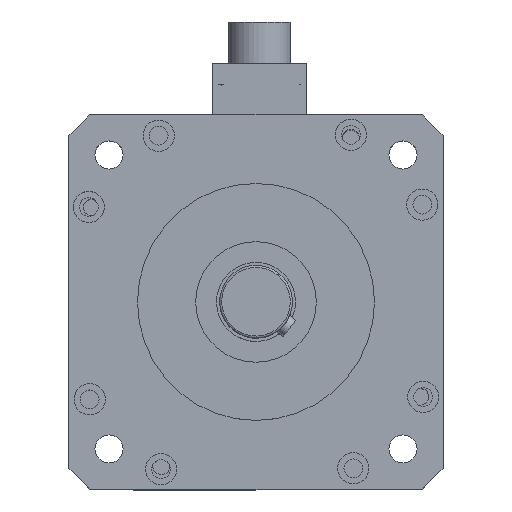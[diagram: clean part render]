
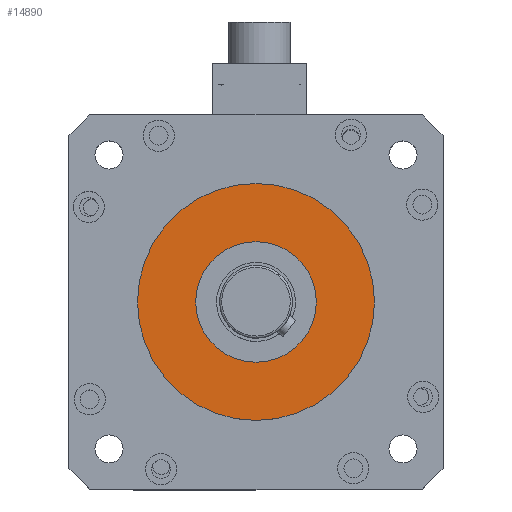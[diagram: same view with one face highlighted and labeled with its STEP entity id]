
A CAD part, top view. The second image highlights one B-rep face of the part: STEP entity #14890.
In plain terms, the highlighted planar face has unit normal (0, 0, 1).
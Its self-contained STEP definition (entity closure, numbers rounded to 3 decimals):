
#556 = ORIENTED_EDGE ( 'NONE', *, *, #1593, .F. ) ;
#1013 = EDGE_CURVE ( 'NONE', #12430, #16249, #13785, .T. ) ;
#1313 = EDGE_CURVE ( 'NONE', #5035, #13624, #14544, .T. ) ;
#1593 = EDGE_CURVE ( 'NONE', #16249, #12430, #3722, .T. ) ;
#1888 = EDGE_CURVE ( 'NONE', #13624, #5035, #2459, .T. ) ;
#2411 = DIRECTION ( 'NONE',  ( 1., 0., 0. ) ) ;
#2459 = CIRCLE ( 'NONE', #15633, 57. ) ;
#2552 = FACE_OUTER_BOUND ( 'NONE', #2627, .T. ) ;
#2627 = EDGE_LOOP ( 'NONE', ( #19419, #20300 ) ) ;
#3672 = CARTESIAN_POINT ( 'NONE',  ( 33., 90., 3.2 ) ) ;
#3722 = CIRCLE ( 'NONE', #9696, 29. ) ;
#4242 = CARTESIAN_POINT ( 'NONE',  ( 90., 90., 3.2 ) ) ;
#4519 = EDGE_LOOP ( 'NONE', ( #20688, #556 ) ) ;
#4738 = DIRECTION ( 'NONE',  ( 0., 0., 1. ) ) ;
#5035 = VERTEX_POINT ( 'NONE', #3672 ) ;
#6346 = CARTESIAN_POINT ( 'NONE',  ( 90., 90., 3.2 ) ) ;
#8388 = CARTESIAN_POINT ( 'NONE',  ( 90., 90., 3.2 ) ) ;
#9087 = DIRECTION ( 'NONE',  ( 0., 0., 1. ) ) ;
#9696 = AXIS2_PLACEMENT_3D ( 'NONE', #15961, #19424, #17867 ) ;
#10856 = CARTESIAN_POINT ( 'NONE',  ( 61., 90., 3.2 ) ) ;
#10915 = AXIS2_PLACEMENT_3D ( 'NONE', #6346, #4738, #12843 ) ;
#11081 = FACE_BOUND ( 'NONE', #4519, .T. ) ;
#12088 = DIRECTION ( 'NONE',  ( 0., 0., 1. ) ) ;
#12114 = AXIS2_PLACEMENT_3D ( 'NONE', #4242, #19003, #12501 ) ;
#12430 = VERTEX_POINT ( 'NONE', #16056 ) ;
#12501 = DIRECTION ( 'NONE',  ( 1., 0., 0. ) ) ;
#12711 = PLANE ( 'NONE',  #10915 ) ;
#12843 = DIRECTION ( 'NONE',  ( 1., 0., 0. ) ) ;
#13624 = VERTEX_POINT ( 'NONE', #17843 ) ;
#13785 = CIRCLE ( 'NONE', #19019, 29. ) ;
#13848 = CARTESIAN_POINT ( 'NONE',  ( 90., 90., 3.2 ) ) ;
#14544 = CIRCLE ( 'NONE', #12114, 57. ) ;
#14890 = ADVANCED_FACE ( 'NONE', ( #11081, #2552 ), #12711, .T. ) ;
#15633 = AXIS2_PLACEMENT_3D ( 'NONE', #13848, #9087, #20349 ) ;
#15961 = CARTESIAN_POINT ( 'NONE',  ( 90., 90., 3.2 ) ) ;
#16056 = CARTESIAN_POINT ( 'NONE',  ( 119., 90., 3.2 ) ) ;
#16249 = VERTEX_POINT ( 'NONE', #10856 ) ;
#17843 = CARTESIAN_POINT ( 'NONE',  ( 147., 90., 3.2 ) ) ;
#17867 = DIRECTION ( 'NONE',  ( 1., 0., 0. ) ) ;
#19003 = DIRECTION ( 'NONE',  ( 0., 0., 1. ) ) ;
#19019 = AXIS2_PLACEMENT_3D ( 'NONE', #8388, #12088, #2411 ) ;
#19419 = ORIENTED_EDGE ( 'NONE', *, *, #1313, .T. ) ;
#19424 = DIRECTION ( 'NONE',  ( 0., 0., 1. ) ) ;
#20300 = ORIENTED_EDGE ( 'NONE', *, *, #1888, .T. ) ;
#20349 = DIRECTION ( 'NONE',  ( 1., 0., 0. ) ) ;
#20688 = ORIENTED_EDGE ( 'NONE', *, *, #1013, .F. ) ;
